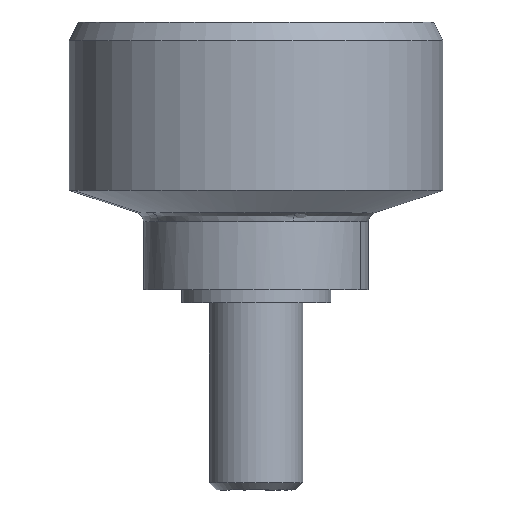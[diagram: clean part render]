
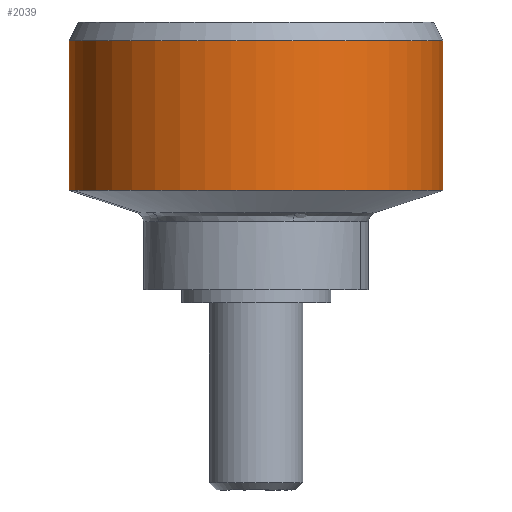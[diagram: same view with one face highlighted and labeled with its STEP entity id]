
A CAD part, left-side view. The second image highlights one B-rep face of the part: STEP entity #2039.
In plain terms, the highlighted free-form (B-spline) face has degree [2, 1] with [7, 2] control points.
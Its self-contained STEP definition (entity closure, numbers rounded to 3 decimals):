
#1673=CARTESIAN_POINT('',(-10.0,0.0,6.0));
#1674=VERTEX_POINT('',#1673);
#1675=CARTESIAN_POINT('',(-2.504,9.681,6.));
#1676=VERTEX_POINT('',#1675);
#1677=CARTESIAN_POINT('',(-10.0,0.0,6.0));
#1678=CARTESIAN_POINT('',(-10.0,7.743,6.0));
#1679=CARTESIAN_POINT('',(-2.504,9.681,6.));
#1687=(BOUNDED_CURVE()B_SPLINE_CURVE(2,(#1677,#1678,#1679),.UNSPECIFIED.,.F.,.U.)B_SPLINE_CURVE_WITH_KNOTS((3,3),(0.0,0.207),.UNSPECIFIED.)CURVE()GEOMETRIC_REPRESENTATION_ITEM()RATIONAL_B_SPLINE_CURVE((1.0,0.757,0.917))REPRESENTATION_ITEM(''));
#1688=EDGE_CURVE('',#1674,#1676,#1687,.T.);
#1766=CARTESIAN_POINT('',(0.61,-9.981,6.0));
#1767=VERTEX_POINT('',#1766);
#1781=CARTESIAN_POINT('',(0.61,-9.981,6.0));
#1782=CARTESIAN_POINT('',(0.306,-10.,6.));
#1783=CARTESIAN_POINT('',(0.0,-10.0,6.0));
#1784=CARTESIAN_POINT('',(-10.,-10.,6.0));
#1785=CARTESIAN_POINT('',(-10.0,0.0,6.0));
#1793=(BOUNDED_CURVE()B_SPLINE_CURVE(2,(#1781,#1782,#1783,#1784,#1785),.UNSPECIFIED.,.F.,.U.)B_SPLINE_CURVE_WITH_KNOTS((3,2,3),(0.739,0.75,1.0),.UNSPECIFIED.)CURVE()GEOMETRIC_REPRESENTATION_ITEM()RATIONAL_B_SPLINE_CURVE((0.976,0.988,1.0,0.707,1.0))REPRESENTATION_ITEM(''));
#1794=EDGE_CURVE('',#1767,#1674,#1793,.T.);
#1817=CARTESIAN_POINT('',(9.361,3.516,6.0));
#1818=VERTEX_POINT('',#1817);
#1819=CARTESIAN_POINT('',(-2.504,9.681,6.));
#1820=CARTESIAN_POINT('',(-1.272,10.,6.0));
#1821=CARTESIAN_POINT('',(0.0,10.0,6.0));
#1822=CARTESIAN_POINT('',(6.926,10.,6.0));
#1823=CARTESIAN_POINT('',(9.361,3.516,6.));
#1831=(BOUNDED_CURVE()B_SPLINE_CURVE(2,(#1819,#1820,#1821,#1822,#1823),.UNSPECIFIED.,.F.,.U.)B_SPLINE_CURVE_WITH_KNOTS((3,2,3),(0.207,0.25,0.44),.UNSPECIFIED.)CURVE()GEOMETRIC_REPRESENTATION_ITEM()RATIONAL_B_SPLINE_CURVE((0.917,0.95,1.0,0.777,0.893))REPRESENTATION_ITEM(''));
#1832=EDGE_CURVE('',#1676,#1818,#1831,.T.);
#1915=CARTESIAN_POINT('',(9.361,3.516,14.0));
#1916=VERTEX_POINT('',#1915);
#1932=CARTESIAN_POINT('',(0.61,-9.981,14.));
#1933=VERTEX_POINT('',#1932);
#1947=CARTESIAN_POINT('',(0.61,-9.981,14.));
#1948=CARTESIAN_POINT('',(0.61,-9.981,6.0));
#1949=QUASI_UNIFORM_CURVE('',1,(#1947,#1948),.UNSPECIFIED.,.F.,.U.);
#1950=EDGE_CURVE('',#1933,#1767,#1949,.T.);
#1955=CARTESIAN_POINT('',(9.361,3.516,14.0));
#1956=CARTESIAN_POINT('',(9.361,3.516,6.0));
#1957=QUASI_UNIFORM_CURVE('',1,(#1955,#1956),.UNSPECIFIED.,.F.,.U.);
#1958=EDGE_CURVE('',#1916,#1818,#1957,.T.);
#1963=CARTESIAN_POINT('',(0.61,-9.981,14.2));
#1964=CARTESIAN_POINT('',(-9.371,-10.592,14.2));
#1965=CARTESIAN_POINT('',(-9.981,-0.61,14.2));
#1966=CARTESIAN_POINT('',(-10.592,9.371,14.2));
#1967=CARTESIAN_POINT('',(-0.61,9.981,14.2));
#1968=CARTESIAN_POINT('',(6.764,10.432,14.2));
#1969=CARTESIAN_POINT('',(9.361,3.516,14.2));
#1970=CARTESIAN_POINT('',(0.61,-9.981,5.795));
#1971=CARTESIAN_POINT('',(-9.371,-10.592,5.795));
#1972=CARTESIAN_POINT('',(-9.981,-0.61,5.795));
#1973=CARTESIAN_POINT('',(-10.592,9.371,5.795));
#1974=CARTESIAN_POINT('',(-0.61,9.981,5.795));
#1975=CARTESIAN_POINT('',(6.764,10.432,5.795));
#1976=CARTESIAN_POINT('',(9.361,3.516,5.795));
#1984=(BOUNDED_SURFACE()B_SPLINE_SURFACE(2,1,((#1963,#1970),(#1964,#1971),(#1965,#1972),(#1966,#1973),(#1967,#1974),(#1968,#1975),(#1969,#1976)),.UNSPECIFIED.,.F.,.F.,.U.)B_SPLINE_SURFACE_WITH_KNOTS((3,2,2,3),(2,2),(0.0,16.569,33.137,46.392),(0.0,8.405),.UNSPECIFIED.)GEOMETRIC_REPRESENTATION_ITEM()RATIONAL_B_SPLINE_SURFACE(((1.0,1.0),(0.707,0.707),(1.0,1.0),(0.707,0.707),(1.0,1.0),(0.766,0.766),(0.906,0.906)))REPRESENTATION_ITEM('')SURFACE());
#1985=CARTESIAN_POINT('',(-1.18,9.93,14.));
#1986=VERTEX_POINT('',#1985);
#1987=CARTESIAN_POINT('',(-1.18,9.93,14.));
#1988=CARTESIAN_POINT('',(-0.592,10.0,14.));
#1989=CARTESIAN_POINT('',(0.0,10.0,14.0));
#1990=CARTESIAN_POINT('',(6.926,10.0,14.));
#1991=CARTESIAN_POINT('',(9.361,3.516,14.));
#1999=(BOUNDED_CURVE()B_SPLINE_CURVE(2,(#1987,#1988,#1989,#1990,#1991),.UNSPECIFIED.,.F.,.U.)B_SPLINE_CURVE_WITH_KNOTS((3,2,3),(0.23,0.25,0.44),.UNSPECIFIED.)CURVE()GEOMETRIC_REPRESENTATION_ITEM()RATIONAL_B_SPLINE_CURVE((0.956,0.976,1.0,0.777,0.893))REPRESENTATION_ITEM(''));
#2000=EDGE_CURVE('',#1986,#1916,#1999,.T.);
#2001=ORIENTED_EDGE('',*,*,#2000,.T.);
#2002=ORIENTED_EDGE('',*,*,#1958,.T.);
#2003=ORIENTED_EDGE('',*,*,#1832,.F.);
#2004=ORIENTED_EDGE('',*,*,#1688,.F.);
#2005=ORIENTED_EDGE('',*,*,#1794,.F.);
#2006=ORIENTED_EDGE('',*,*,#1950,.F.);
#2007=CARTESIAN_POINT('',(-10.0,0.0,14.0));
#2008=VERTEX_POINT('',#2007);
#2009=CARTESIAN_POINT('',(0.61,-9.981,14.));
#2010=CARTESIAN_POINT('',(0.306,-10.0,14.));
#2011=CARTESIAN_POINT('',(0.0,-10.0,14.0));
#2012=CARTESIAN_POINT('',(-10.,-10.,14.));
#2013=CARTESIAN_POINT('',(-10.0,0.0,14.0));
#2021=(BOUNDED_CURVE()B_SPLINE_CURVE(2,(#2009,#2010,#2011,#2012,#2013),.UNSPECIFIED.,.F.,.U.)B_SPLINE_CURVE_WITH_KNOTS((3,2,3),(0.739,0.75,1.0),.UNSPECIFIED.)CURVE()GEOMETRIC_REPRESENTATION_ITEM()RATIONAL_B_SPLINE_CURVE((0.976,0.988,1.0,0.707,1.0))REPRESENTATION_ITEM(''));
#2022=EDGE_CURVE('',#1933,#2008,#2021,.T.);
#2023=ORIENTED_EDGE('',*,*,#2022,.T.);
#2024=CARTESIAN_POINT('',(-10.0,0.0,14.0));
#2025=CARTESIAN_POINT('',(-10.0,8.882,14.));
#2026=CARTESIAN_POINT('',(-1.18,9.93,14.));
#2034=(BOUNDED_CURVE()B_SPLINE_CURVE(2,(#2024,#2025,#2026),.UNSPECIFIED.,.F.,.U.)B_SPLINE_CURVE_WITH_KNOTS((3,3),(0.0,0.23),.UNSPECIFIED.)CURVE()GEOMETRIC_REPRESENTATION_ITEM()RATIONAL_B_SPLINE_CURVE((1.0,0.731,0.956))REPRESENTATION_ITEM(''));
#2035=EDGE_CURVE('',#2008,#1986,#2034,.T.);
#2036=ORIENTED_EDGE('',*,*,#2035,.T.);
#2037=EDGE_LOOP('',(#2001,#2002,#2003,#2004,#2005,#2006,#2023,#2036));
#2038=FACE_OUTER_BOUND('',#2037,.T.);
#2039=ADVANCED_FACE('',(#2038),#1984,.T.);
